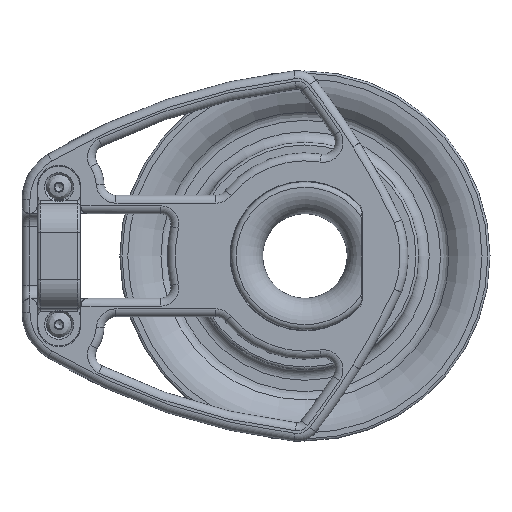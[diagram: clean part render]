
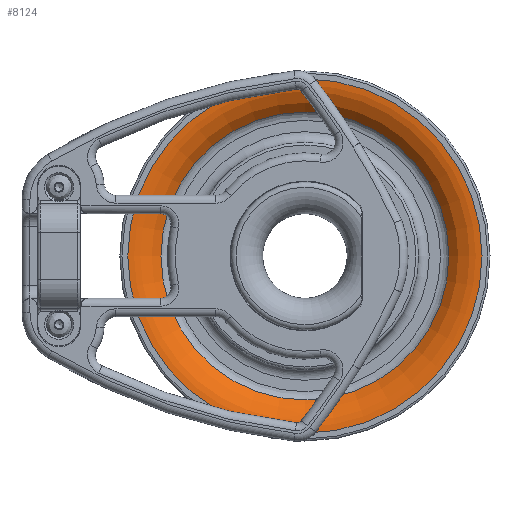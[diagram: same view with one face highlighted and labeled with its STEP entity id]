
A CAD part, left-side view. The second image highlights one B-rep face of the part: STEP entity #8124.
In plain terms, the highlighted toroidal (fillet/blend) face has major radius 67 mm and minor radius 16 mm.
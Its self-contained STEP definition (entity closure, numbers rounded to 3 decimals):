
#329=TOROIDAL_SURFACE('',#9213,67.,16.);
#551=FACE_BOUND('',#1755,.T.);
#1084=FACE_OUTER_BOUND('',#1754,.T.);
#1754=EDGE_LOOP('',(#6903));
#1755=EDGE_LOOP('',(#6904));
#2480=CIRCLE('',#9212,54.446);
#2481=CIRCLE('',#9214,67.);
#3868=VERTEX_POINT('',#15147);
#3869=VERTEX_POINT('',#15150);
#4922=EDGE_CURVE('',#3868,#3868,#2480,.T.);
#4923=EDGE_CURVE('',#3869,#3869,#2481,.T.);
#6903=ORIENTED_EDGE('',*,*,#4923,.F.);
#6904=ORIENTED_EDGE('',*,*,#4922,.T.);
#8124=ADVANCED_FACE('',(#1084,#551),#329,.T.);
#9212=AXIS2_PLACEMENT_3D('',#15148,#11626,#11627);
#9213=AXIS2_PLACEMENT_3D('',#15149,#11628,#11629);
#9214=AXIS2_PLACEMENT_3D('',#15151,#11630,#11631);
#11626=DIRECTION('center_axis',(1.,0.,0.));
#11627=DIRECTION('ref_axis',(0.,0.,
-1.));
#11628=DIRECTION('center_axis',(1.,0.,0.));
#11629=DIRECTION('ref_axis',(0.,-1.,0.));
#11630=DIRECTION('center_axis',(1.,0.,0.));
#11631=DIRECTION('ref_axis',(0.,0.,
-1.));
#15147=CARTESIAN_POINT('',(-5.52,0.,-54.446));
#15148=CARTESIAN_POINT('Origin',(-5.52,0.,0.));
#15149=CARTESIAN_POINT('Origin',(4.4,0.,
0.));
#15150=CARTESIAN_POINT('',(-11.6,0.,-67.));
#15151=CARTESIAN_POINT('Origin',(-11.6,0.,0.));
